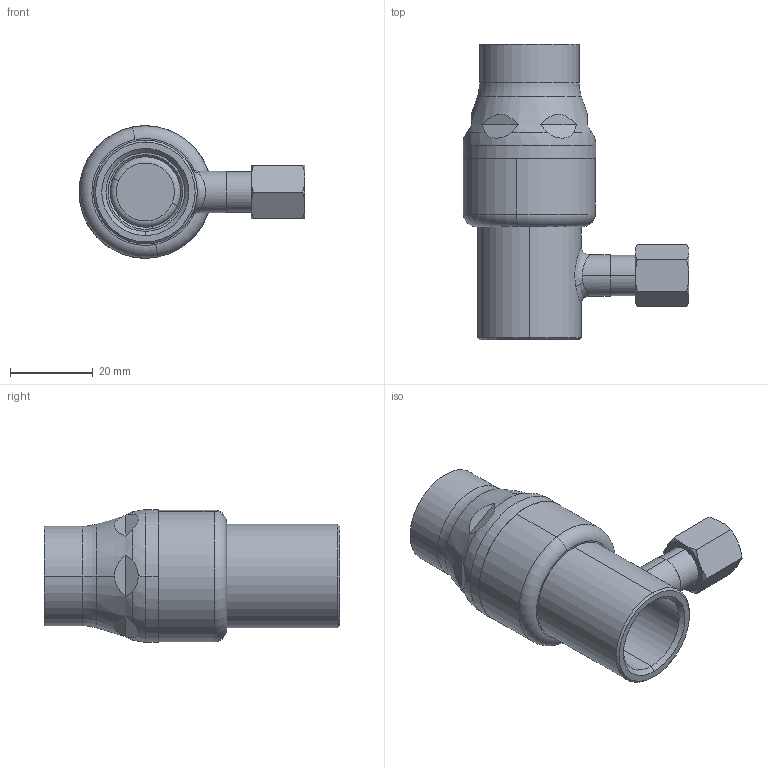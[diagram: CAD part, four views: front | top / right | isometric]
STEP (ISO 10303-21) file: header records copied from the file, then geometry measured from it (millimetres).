
FILE_DESCRIPTION (( 'STEP AP203' ), '1' );
FILE_NAME ('ASSIEME SMALL 1_2 ISP..STEP', '2024-07-08T10:21:07', ( '' ), ( '' ), 'SwSTEP 2.0', 'SolidWorks 2016', '' );
FILE_SCHEMA (( 'CONFIG_CONTROL_DESIGN' ));
Length unit declared in the file: millimetre
Products named in the file (11): 06N9605; 06F97003; ASSIEME SMALL 1_2 ISP.; 06N9608; MANICOTTO; 06I9707; 06N9601; 04N9601; 05M9502; DADO; 06I9611
Assembly tree (10 placements, depth 2):
  ASSIEME SMALL 1_2 ISP.
    06N9605
    06I9707
    MANICOTTO
    04N9601
    06N9608
    06I9611
    06N9601
    05M9502
    06F97003
    DADO
Bounding box: 54.5 x 71.3 x 32 mm (x, y, z)
Volume: 19441.2 mm3; surface area: 19982.3 mm2
Topology: 10 solids, 10 shells, 228 faces, 492 edges, 300 vertices
Faces by surface type: cylinder 70, plane 60, cone 50, torus 44, bspline 4
Entity records: 12331 total; most frequent: CARTESIAN_POINT 6071, DIRECTION 1196, ORIENTED_EDGE 984, AXIS2_PLACEMENT_3D 529, EDGE_CURVE 492, VERTEX_POINT 300, CIRCLE 292, EDGE_LOOP 260
